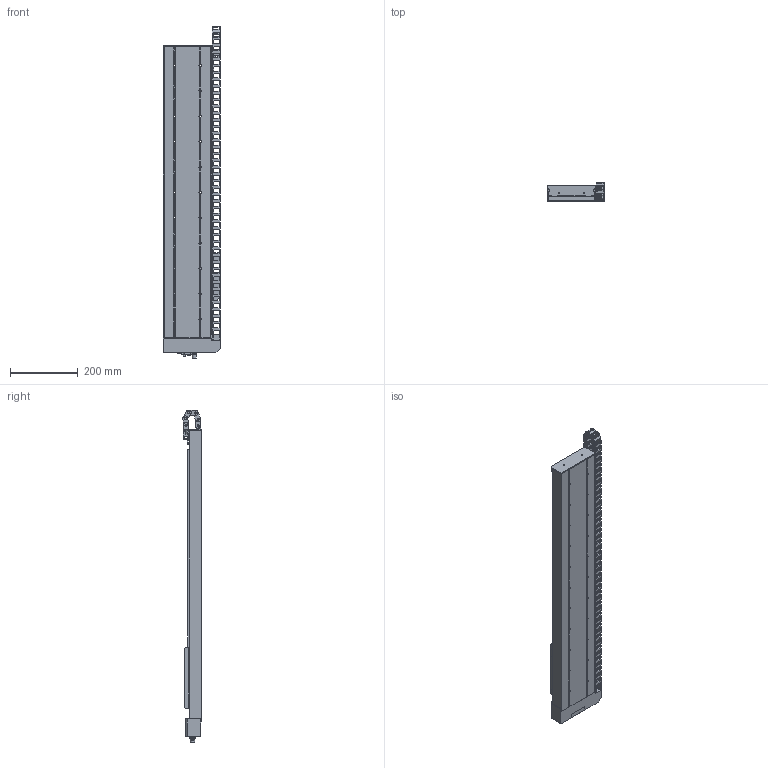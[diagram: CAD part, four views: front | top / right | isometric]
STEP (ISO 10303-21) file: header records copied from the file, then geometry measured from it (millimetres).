
FILE_DESCRIPTION (( 'STEP AP203' ), '1' );
FILE_NAME ('X-LDQ0600C-AE53D12.step', '2023-10-06T19:24:28', ( '' ), ( '' ), 'SwSTEP 2.0', 'SolidWorks 2019', '' );
FILE_SCHEMA (( 'CONFIG_CONTROL_DESIGN' ));
Length unit declared in the file: millimetre
Products named in the file (7): LDQ_cable_end^LDQ_cable_LDQ_pin; LDQ_cable^LDQ_LDQ0600; X-LDQ0600C-AE53D12; LDQ_cable_end^LDQ_cable_LDQ_bore; LDQ_base^LDQ_X-LDQ0600; LDQ_cable_link^LDQ_cable_LDQ; LDQ_carriage^LDQ
Assembly tree (54 placements, depth 3):
  X-LDQ0600C-AE53D12
    LDQ_base^LDQ_X-LDQ0600
    LDQ_carriage^LDQ
    LDQ_cable^LDQ_LDQ0600
      LDQ_cable_end^LDQ_cable_LDQ_bore
      LDQ_cable_end^LDQ_cable_LDQ_pin
      LDQ_cable_link^LDQ_cable_LDQ  x49
Bounding box: 171 x 54.29 x 982.1 mm (x, y, z)
Volume: 3502295.6 mm3; surface area: 1047420.1 mm2
Topology: 115 solids, 115 shells, 4119 faces, 10758 edges, 7094 vertices
Faces by surface type: plane 2456, cylinder 1651, cone 12
Entity records: 57809 total; most frequent: CARTESIAN_POINT 9925, DIRECTION 9540, ORIENTED_EDGE 9212, EDGE_CURVE 4606, LINE 3418, VECTOR 3418, VERTEX_POINT 3062, AXIS2_PLACEMENT_3D 3061
